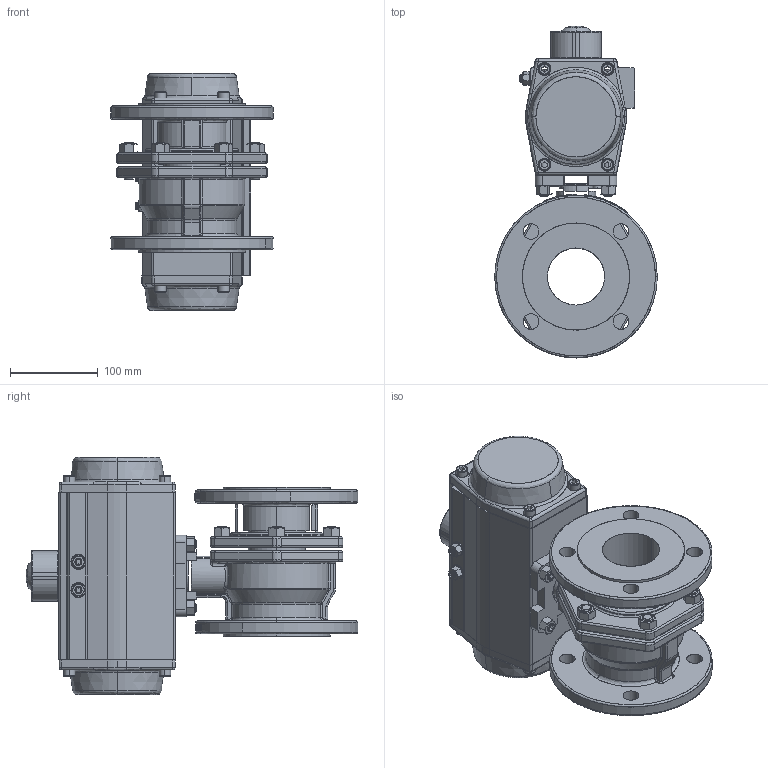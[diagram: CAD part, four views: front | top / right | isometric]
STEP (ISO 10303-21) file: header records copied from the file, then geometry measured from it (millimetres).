
FILE_DESCRIPTION (( 'STEP AP214' ), '1' );
FILE_NAME ('PK05_DN65 (PK05010009).STEP', '2022-04-28T08:18:41', ( '' ), ( '' ), 'SwSTEP 2.0', 'SolidWorks 2021', '' );
FILE_SCHEMA (( 'AUTOMOTIVE_DESIGN' ));
Length unit declared in the file: metre
Products named in the file (1): PK05_DN65 (PK05010009)
Bounding box: 185.1 x 377.98 x 270 mm (x, y, z)
Surface area: 431542.3 mm2 (no closed solid volume)
Topology: 0 solids, 704 shells, 1017 faces, 4689 edges, 4269 vertices
Faces by surface type: cylinder 319, plane 319, bspline 257, cone 107, torus 11, sphere 4
Entity records: 108890 total; most frequent: CARTESIAN_POINT 63971, DIRECTION 6029, ORIENTED_EDGE 5250, EDGE_CURVE 4672, VERTEX_POINT 4269, AXIS2_PLACEMENT_3D 2207, LINE 1615, VECTOR 1615
